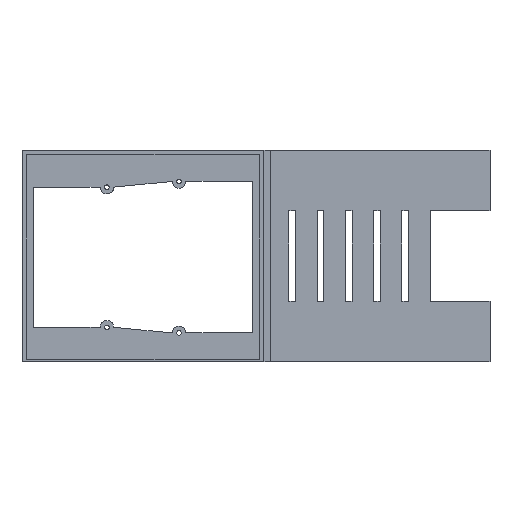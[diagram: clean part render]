
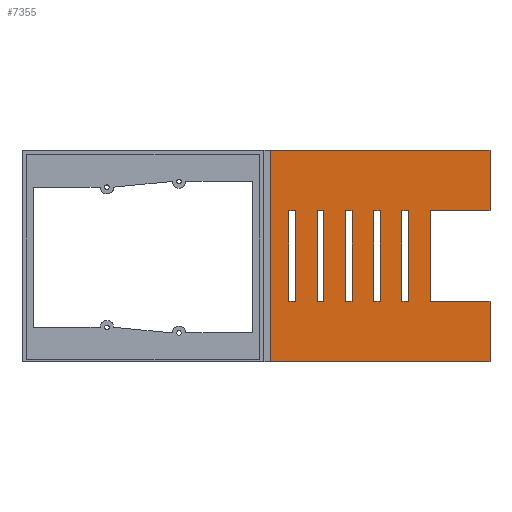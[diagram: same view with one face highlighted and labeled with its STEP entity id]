
A CAD part, top view. The second image highlights one B-rep face of the part: STEP entity #7355.
In plain terms, the highlighted planar face has unit normal (0, 0, 1).
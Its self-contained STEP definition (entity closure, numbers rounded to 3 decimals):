
#195=FACE_BOUND('',#1075,.T.);
#196=FACE_BOUND('',#1076,.T.);
#197=FACE_BOUND('',#1077,.T.);
#198=FACE_BOUND('',#1078,.T.);
#199=FACE_BOUND('',#1079,.T.);
#675=FACE_OUTER_BOUND('',#1074,.T.);
#1074=EDGE_LOOP('',(#5274,#5275,#5276,#5277,#5278,#5279,#5280,#5281));
#1075=EDGE_LOOP('',(#5282,#5283,#5284,#5285));
#1076=EDGE_LOOP('',(#5286,#5287,#5288,#5289));
#1077=EDGE_LOOP('',(#5290,#5291,#5292,#5293));
#1078=EDGE_LOOP('',(#5294,#5295,#5296,#5297));
#1079=EDGE_LOOP('',(#5298,#5299,#5300,#5301));
#1457=LINE('',#10540,#2241);
#1503=LINE('',#10713,#2287);
#1509=LINE('',#10725,#2293);
#1623=LINE('',#11050,#2407);
#1626=LINE('',#11055,#2410);
#1628=LINE('',#11059,#2412);
#1630=LINE('',#11062,#2414);
#1631=LINE('',#11066,#2415);
#1634=LINE('',#11072,#2418);
#1637=LINE('',#11077,#2421);
#1639=LINE('',#11081,#2423);
#1641=LINE('',#11084,#2425);
#1642=LINE('',#11088,#2426);
#1645=LINE('',#11093,#2429);
#1647=LINE('',#11097,#2431);
#1649=LINE('',#11100,#2433);
#1650=LINE('',#11102,#2434);
#1651=LINE('',#11104,#2435);
#1652=LINE('',#11108,#2436);
#1655=LINE('',#11113,#2439);
#1657=LINE('',#11117,#2441);
#1659=LINE('',#11120,#2443);
#1660=LINE('',#11124,#2444);
#1663=LINE('',#11129,#2447);
#1665=LINE('',#11133,#2449);
#1667=LINE('',#11136,#2451);
#1668=LINE('',#11138,#2452);
#1669=LINE('',#11139,#2453);
#2241=VECTOR('',#8367,10.);
#2287=VECTOR('',#8497,10.);
#2293=VECTOR('',#8505,10.);
#2407=VECTOR('',#8813,10.);
#2410=VECTOR('',#8818,10.);
#2412=VECTOR('',#8822,10.);
#2414=VECTOR('',#8826,10.);
#2415=VECTOR('',#8829,10.);
#2418=VECTOR('',#8834,10.);
#2421=VECTOR('',#8839,10.);
#2423=VECTOR('',#8843,10.);
#2425=VECTOR('',#8847,10.);
#2426=VECTOR('',#8850,10.);
#2429=VECTOR('',#8855,10.);
#2431=VECTOR('',#8859,10.);
#2433=VECTOR('',#8863,10.);
#2434=VECTOR('',#8866,10.);
#2435=VECTOR('',#8869,10.);
#2436=VECTOR('',#8872,10.);
#2439=VECTOR('',#8877,10.);
#2441=VECTOR('',#8881,10.);
#2443=VECTOR('',#8885,10.);
#2444=VECTOR('',#8888,10.);
#2447=VECTOR('',#8893,10.);
#2449=VECTOR('',#8897,10.);
#2451=VECTOR('',#8901,10.);
#2452=VECTOR('',#8904,10.);
#2453=VECTOR('',#8905,10.);
#3024=VERTEX_POINT('',#10537);
#3025=VERTEX_POINT('',#10539);
#3109=VERTEX_POINT('',#10710);
#3110=VERTEX_POINT('',#10712);
#3112=VERTEX_POINT('',#10718);
#3115=VERTEX_POINT('',#10723);
#3228=VERTEX_POINT('',#11048);
#3229=VERTEX_POINT('',#11049);
#3230=VERTEX_POINT('',#11054);
#3231=VERTEX_POINT('',#11058);
#3232=VERTEX_POINT('',#11064);
#3233=VERTEX_POINT('',#11065);
#3234=VERTEX_POINT('',#11070);
#3235=VERTEX_POINT('',#11071);
#3236=VERTEX_POINT('',#11076);
#3237=VERTEX_POINT('',#11080);
#3238=VERTEX_POINT('',#11086);
#3239=VERTEX_POINT('',#11087);
#3240=VERTEX_POINT('',#11092);
#3241=VERTEX_POINT('',#11096);
#3242=VERTEX_POINT('',#11106);
#3243=VERTEX_POINT('',#11107);
#3244=VERTEX_POINT('',#11112);
#3245=VERTEX_POINT('',#11116);
#3246=VERTEX_POINT('',#11122);
#3247=VERTEX_POINT('',#11123);
#3248=VERTEX_POINT('',#11128);
#3249=VERTEX_POINT('',#11132);
#3758=EDGE_CURVE('',#3025,#3024,#1457,.T.);
#3844=EDGE_CURVE('',#3109,#3110,#1503,.T.);
#3850=EDGE_CURVE('',#3115,#3112,#1509,.T.);
#4008=EDGE_CURVE('',#3228,#3229,#1623,.T.);
#4011=EDGE_CURVE('',#3230,#3228,#1626,.T.);
#4013=EDGE_CURVE('',#3231,#3230,#1628,.T.);
#4015=EDGE_CURVE('',#3229,#3231,#1630,.T.);
#4016=EDGE_CURVE('',#3232,#3233,#1631,.T.);
#4019=EDGE_CURVE('',#3234,#3235,#1634,.T.);
#4022=EDGE_CURVE('',#3236,#3234,#1637,.T.);
#4024=EDGE_CURVE('',#3237,#3236,#1639,.T.);
#4026=EDGE_CURVE('',#3235,#3237,#1641,.T.);
#4027=EDGE_CURVE('',#3238,#3239,#1642,.T.);
#4030=EDGE_CURVE('',#3240,#3238,#1645,.T.);
#4032=EDGE_CURVE('',#3241,#3240,#1647,.T.);
#4034=EDGE_CURVE('',#3239,#3241,#1649,.T.);
#4035=EDGE_CURVE('',#3109,#3232,#1650,.T.);
#4036=EDGE_CURVE('',#3233,#3112,#1651,.T.);
#4037=EDGE_CURVE('',#3242,#3243,#1652,.T.);
#4040=EDGE_CURVE('',#3244,#3242,#1655,.T.);
#4042=EDGE_CURVE('',#3245,#3244,#1657,.T.);
#4044=EDGE_CURVE('',#3243,#3245,#1659,.T.);
#4045=EDGE_CURVE('',#3246,#3247,#1660,.T.);
#4048=EDGE_CURVE('',#3248,#3246,#1663,.T.);
#4050=EDGE_CURVE('',#3249,#3248,#1665,.T.);
#4052=EDGE_CURVE('',#3247,#3249,#1667,.T.);
#4053=EDGE_CURVE('',#3024,#3110,#1668,.T.);
#4054=EDGE_CURVE('',#3025,#3115,#1669,.T.);
#5274=ORIENTED_EDGE('',*,*,#3758,.T.);
#5275=ORIENTED_EDGE('',*,*,#4053,.T.);
#5276=ORIENTED_EDGE('',*,*,#3844,.F.);
#5277=ORIENTED_EDGE('',*,*,#4035,.T.);
#5278=ORIENTED_EDGE('',*,*,#4016,.T.);
#5279=ORIENTED_EDGE('',*,*,#4036,.T.);
#5280=ORIENTED_EDGE('',*,*,#3850,.F.);
#5281=ORIENTED_EDGE('',*,*,#4054,.F.);
#5282=ORIENTED_EDGE('',*,*,#4008,.T.);
#5283=ORIENTED_EDGE('',*,*,#4015,.T.);
#5284=ORIENTED_EDGE('',*,*,#4013,.T.);
#5285=ORIENTED_EDGE('',*,*,#4011,.T.);
#5286=ORIENTED_EDGE('',*,*,#4019,.T.);
#5287=ORIENTED_EDGE('',*,*,#4026,.T.);
#5288=ORIENTED_EDGE('',*,*,#4024,.T.);
#5289=ORIENTED_EDGE('',*,*,#4022,.T.);
#5290=ORIENTED_EDGE('',*,*,#4027,.T.);
#5291=ORIENTED_EDGE('',*,*,#4034,.T.);
#5292=ORIENTED_EDGE('',*,*,#4032,.T.);
#5293=ORIENTED_EDGE('',*,*,#4030,.T.);
#5294=ORIENTED_EDGE('',*,*,#4037,.T.);
#5295=ORIENTED_EDGE('',*,*,#4044,.T.);
#5296=ORIENTED_EDGE('',*,*,#4042,.T.);
#5297=ORIENTED_EDGE('',*,*,#4040,.T.);
#5298=ORIENTED_EDGE('',*,*,#4045,.T.);
#5299=ORIENTED_EDGE('',*,*,#4052,.T.);
#5300=ORIENTED_EDGE('',*,*,#4050,.T.);
#5301=ORIENTED_EDGE('',*,*,#4048,.T.);
#7116=PLANE('',#7828);
#7355=ADVANCED_FACE('',(#675,#195,#196,#197,#198,#199),#7116,.T.);
#7828=AXIS2_PLACEMENT_3D('',#11137,#8902,#8903);
#8367=DIRECTION('',(0.,-1.,0.));
#8497=DIRECTION('',(0.,-1.,0.));
#8505=DIRECTION('',(0.,-1.,0.));
#8813=DIRECTION('',(1.,0.,0.));
#8818=DIRECTION('',(0.,1.,0.));
#8822=DIRECTION('',(-1.,0.,0.));
#8826=DIRECTION('',(0.,-1.,0.));
#8829=DIRECTION('',(0.,1.,0.));
#8834=DIRECTION('',(1.,0.,0.));
#8839=DIRECTION('',(0.,1.,0.));
#8843=DIRECTION('',(-1.,0.,0.));
#8847=DIRECTION('',(0.,-1.,0.));
#8850=DIRECTION('',(0.,1.,0.));
#8855=DIRECTION('',(-1.,0.,0.));
#8859=DIRECTION('',(0.,-1.,0.));
#8863=DIRECTION('',(1.,0.,0.));
#8866=DIRECTION('',(-1.,0.,0.));
#8869=DIRECTION('',(1.,0.,0.));
#8872=DIRECTION('',(0.,1.,0.));
#8877=DIRECTION('',(-1.,0.,0.));
#8881=DIRECTION('',(0.,-1.,0.));
#8885=DIRECTION('',(1.,0.,0.));
#8888=DIRECTION('',(-1.,0.,0.));
#8893=DIRECTION('',(0.,-1.,0.));
#8897=DIRECTION('',(1.,0.,0.));
#8901=DIRECTION('',(0.,1.,0.));
#8902=DIRECTION('center_axis',(0.,0.,1.));
#8903=DIRECTION('ref_axis',(0.,-1.,0.));
#8904=DIRECTION('',(1.,0.,0.));
#8905=DIRECTION('',(1.,0.,0.));
#10537=CARTESIAN_POINT('',(102.5,-19.5,-4.9));
#10539=CARTESIAN_POINT('',(102.5,74.,-4.9));
#10540=CARTESIAN_POINT('',(102.5,50.625,-4.9));
#10710=CARTESIAN_POINT('',(199.5,7.25,-4.9));
#10712=CARTESIAN_POINT('',(199.5,-19.5,-4.9));
#10713=CARTESIAN_POINT('',(199.5,72.,-4.9));
#10718=CARTESIAN_POINT('',(199.5,47.25,-4.9));
#10723=CARTESIAN_POINT('',(199.5,74.,-4.9));
#10725=CARTESIAN_POINT('',(199.5,72.,-4.9));
#11048=CARTESIAN_POINT('',(135.5,47.25,-4.9));
#11049=CARTESIAN_POINT('',(138.5,47.25,-4.9));
#11050=CARTESIAN_POINT('',(117.5,47.25,-4.9));
#11054=CARTESIAN_POINT('',(135.5,7.25,-4.9));
#11055=CARTESIAN_POINT('',(135.5,40.625,-4.9));
#11058=CARTESIAN_POINT('',(138.5,7.25,-4.9));
#11059=CARTESIAN_POINT('',(119.,7.25,-4.9));
#11062=CARTESIAN_POINT('',(138.5,60.625,-4.9));
#11064=CARTESIAN_POINT('',(173.,7.25,-4.9));
#11065=CARTESIAN_POINT('',(173.,47.25,-4.9));
#11066=CARTESIAN_POINT('',(173.,40.625,-4.9));
#11070=CARTESIAN_POINT('',(148.,47.25,-4.9));
#11071=CARTESIAN_POINT('',(151.,47.25,-4.9));
#11072=CARTESIAN_POINT('',(123.75,47.25,-4.9));
#11076=CARTESIAN_POINT('',(148.,7.25,-4.9));
#11077=CARTESIAN_POINT('',(148.,40.625,-4.9));
#11080=CARTESIAN_POINT('',(151.,7.25,-4.9));
#11081=CARTESIAN_POINT('',(125.25,7.25,-4.9));
#11084=CARTESIAN_POINT('',(151.,60.625,-4.9));
#11086=CARTESIAN_POINT('',(123.,7.25,-4.9));
#11087=CARTESIAN_POINT('',(123.,47.25,-4.9));
#11088=CARTESIAN_POINT('',(123.,40.625,-4.9));
#11092=CARTESIAN_POINT('',(126.,7.25,-4.9));
#11093=CARTESIAN_POINT('',(112.75,7.25,-4.9));
#11096=CARTESIAN_POINT('',(126.,47.25,-4.9));
#11097=CARTESIAN_POINT('',(126.,60.625,-4.9));
#11100=CARTESIAN_POINT('',(111.25,47.25,-4.9));
#11102=CARTESIAN_POINT('',(137.75,7.25,-4.9));
#11104=CARTESIAN_POINT('',(149.5,47.25,-4.9));
#11106=CARTESIAN_POINT('',(160.5,7.25,-4.9));
#11107=CARTESIAN_POINT('',(160.5,47.25,-4.9));
#11108=CARTESIAN_POINT('',(160.5,40.625,-4.9));
#11112=CARTESIAN_POINT('',(163.5,7.25,-4.9));
#11113=CARTESIAN_POINT('',(131.5,7.25,-4.9));
#11116=CARTESIAN_POINT('',(163.5,47.25,-4.9));
#11117=CARTESIAN_POINT('',(163.5,60.625,-4.9));
#11120=CARTESIAN_POINT('',(130.,47.25,-4.9));
#11122=CARTESIAN_POINT('',(113.5,7.25,-4.9));
#11123=CARTESIAN_POINT('',(110.5,7.25,-4.9));
#11124=CARTESIAN_POINT('',(106.5,7.25,-4.9));
#11128=CARTESIAN_POINT('',(113.5,47.25,-4.9));
#11129=CARTESIAN_POINT('',(113.5,60.625,-4.9));
#11132=CARTESIAN_POINT('',(110.5,47.25,-4.9));
#11133=CARTESIAN_POINT('',(105.,47.25,-4.9));
#11136=CARTESIAN_POINT('',(110.5,40.625,-4.9));
#11137=CARTESIAN_POINT('Origin',(99.5,74.,-4.9));
#11138=CARTESIAN_POINT('',(99.5,-19.5,-4.9));
#11139=CARTESIAN_POINT('',(99.5,74.,-4.9));
